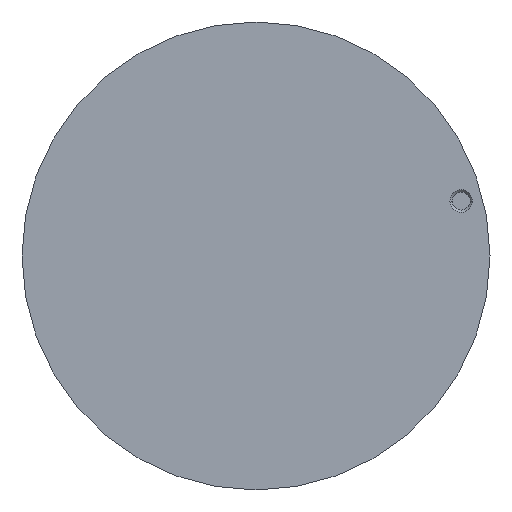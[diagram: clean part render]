
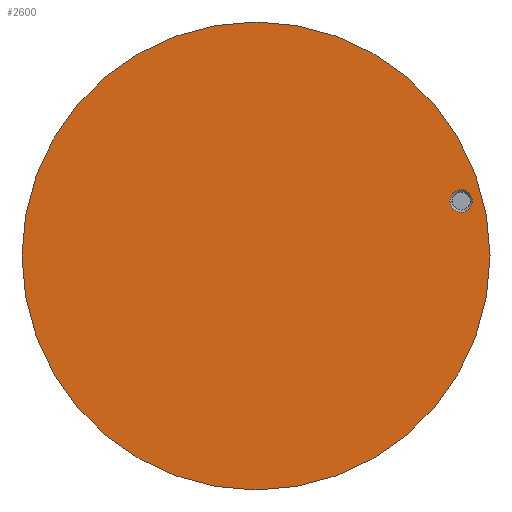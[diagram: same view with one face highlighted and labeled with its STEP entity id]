
A CAD part, left-side view. The second image highlights one B-rep face of the part: STEP entity #2600.
In plain terms, the highlighted planar face has unit normal (-1, 0, 0).
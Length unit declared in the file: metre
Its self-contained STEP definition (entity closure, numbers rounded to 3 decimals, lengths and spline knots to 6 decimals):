
#145 = DIRECTION ( 'NONE',  ( -1., 0., 0. ) ) ;
#226 = EDGE_CURVE ( 'NONE', #4623, #5085, #5003, .T. ) ;
#291 = DIRECTION ( 'NONE',  ( 0., 0., -1. ) ) ;
#466 = EDGE_LOOP ( 'NONE', ( #4262, #5149 ) ) ;
#483 = AXIS2_PLACEMENT_3D ( 'NONE', #2153, #1283, #3134 ) ;
#511 = EDGE_CURVE ( 'NONE', #4623, #5085, #4909, .T. ) ;
#515 = CARTESIAN_POINT ( 'NONE',  ( 0., 0., 0.0325 ) ) ;
#516 = VERTEX_POINT ( 'NONE', #2240 ) ;
#617 = DIRECTION ( 'NONE',  ( 0., -1., 0. ) ) ;
#637 = CARTESIAN_POINT ( 'NONE',  ( 0., -0.03255, -0.03255 ) ) ;
#681 = CIRCLE ( 'NONE', #483, 0.001562 ) ;
#1232 = AXIS2_PLACEMENT_3D ( 'NONE', #2580, #2122, #291 ) ;
#1283 = DIRECTION ( 'NONE',  ( -1., 0., 0. ) ) ;
#1500 = FACE_OUTER_BOUND ( 'NONE', #4477, .T. ) ;
#1599 = AXIS2_PLACEMENT_3D ( 'NONE', #637, #3303, #3945 ) ;
#1677 = EDGE_CURVE ( 'NONE', #4278, #516, #681, .T. ) ;
#1951 = DIRECTION ( 'NONE',  ( 0., 0., -1. ) ) ;
#2014 = PLANE ( 'NONE',  #1599 ) ;
#2122 = DIRECTION ( 'NONE',  ( 1., 0., 0. ) ) ;
#2153 = CARTESIAN_POINT ( 'NONE',  ( 0., -0.028495, 0.007635 ) ) ;
#2240 = CARTESIAN_POINT ( 'NONE',  ( 0., -0.030057, 0.007635 ) ) ;
#2392 = DIRECTION ( 'NONE',  ( -1., 0., 0. ) ) ;
#2580 = CARTESIAN_POINT ( 'NONE',  ( 0., 0., 0. ) ) ;
#2584 = CARTESIAN_POINT ( 'NONE',  ( 0., -0.026932, 0.007635 ) ) ;
#2600 = ADVANCED_FACE ( 'NONE', ( #1500, #5813 ), #2014, .T. ) ;
#3134 = DIRECTION ( 'NONE',  ( 0., -0.323, -0.946 ) ) ;
#3303 = DIRECTION ( 'NONE',  ( -1., 0., 0. ) ) ;
#3826 = CARTESIAN_POINT ( 'NONE',  ( 0., 0., 0. ) ) ;
#3945 = DIRECTION ( 'NONE',  ( 0., 0., 1. ) ) ;
#4255 = AXIS2_PLACEMENT_3D ( 'NONE', #4788, #2392, #617 ) ;
#4262 = ORIENTED_EDGE ( 'NONE', *, *, #1677, .F. ) ;
#4278 = VERTEX_POINT ( 'NONE', #2584 ) ;
#4477 = EDGE_LOOP ( 'NONE', ( #4981, #5944 ) ) ;
#4623 = VERTEX_POINT ( 'NONE', #4910 ) ;
#4644 = CIRCLE ( 'NONE', #4255, 0.001562 ) ;
#4788 = CARTESIAN_POINT ( 'NONE',  ( 0., -0.028495, 0.007635 ) ) ;
#4794 = EDGE_CURVE ( 'NONE', #516, #4278, #4644, .T. ) ;
#4909 = CIRCLE ( 'NONE', #1232, 0.0325 ) ;
#4910 = CARTESIAN_POINT ( 'NONE',  ( 0., 0., -0.0325 ) ) ;
#4981 = ORIENTED_EDGE ( 'NONE', *, *, #226, .T. ) ;
#5003 = CIRCLE ( 'NONE', #5696, 0.0325 ) ;
#5085 = VERTEX_POINT ( 'NONE', #515 ) ;
#5149 = ORIENTED_EDGE ( 'NONE', *, *, #4794, .F. ) ;
#5696 = AXIS2_PLACEMENT_3D ( 'NONE', #3826, #145, #1951 ) ;
#5813 = FACE_BOUND ( 'NONE', #466, .T. ) ;
#5944 = ORIENTED_EDGE ( 'NONE', *, *, #511, .F. ) ;
